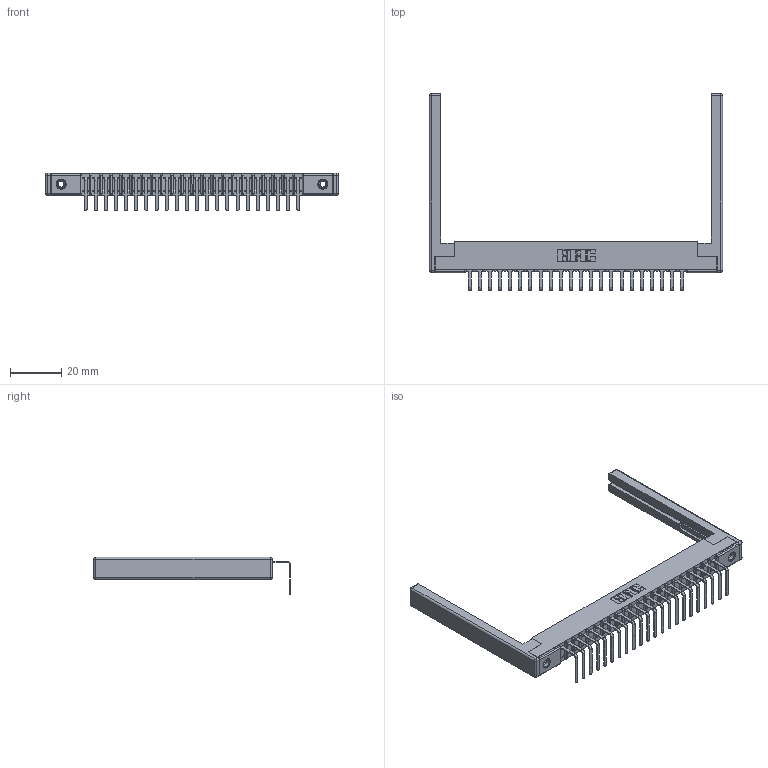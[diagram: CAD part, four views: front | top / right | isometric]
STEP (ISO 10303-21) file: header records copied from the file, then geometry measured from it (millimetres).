
FILE_DESCRIPTION (( 'STEP AP203' ), '1' );
FILE_NAME ('307-022-558-168.STEP', '2019-09-04T13:29:40', ( '' ), ( '' ), 'SwSTEP 2.0', 'SolidWorks 2016', '' );
FILE_SCHEMA (( 'CONFIG_CONTROL_DESIGN' ));
Length unit declared in the file: inch
Products named in the file (5): 307-220-068; 307 Part_.156 Dia Mounting Holes; 307-022-558-168; 345-250-001_345-250-001-102; 307-290-001_558 - 2 (Single)
Assembly tree (27 placements, depth 2):
  307-022-558-168
    307 Part_.156 Dia Mounting Holes
    307-290-001_558 - 2 (Single)  x22
    307-220-068  x2
    345-250-001_345-250-001-102  x2
Bounding box: 114.6 x 76.92 x 14.81 mm (x, y, z)
Volume: 11907 mm3; surface area: 16103.5 mm2
Topology: 27 solids, 27 shells, 1615 faces, 4541 edges, 2914 vertices
Faces by surface type: plane 1016, cylinder 529, sphere 54, cone 12, torus 4
Entity records: 24189 total; most frequent: CARTESIAN_POINT 4033, ORIENTED_EDGE 4008, DIRECTION 3952, EDGE_CURVE 2004, LINE 1526, VECTOR 1526, VERTEX_POINT 1294, AXIS2_PLACEMENT_3D 1213
